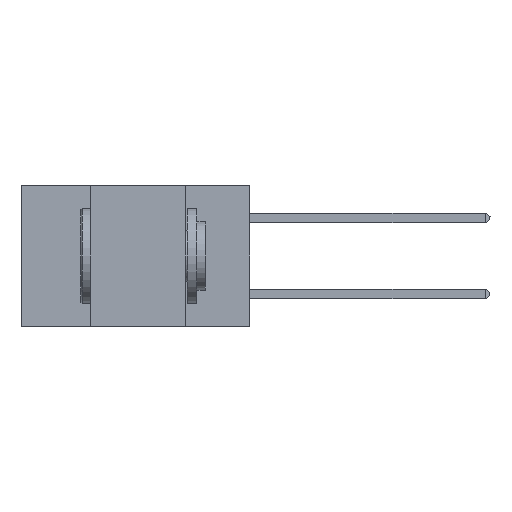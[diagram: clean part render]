
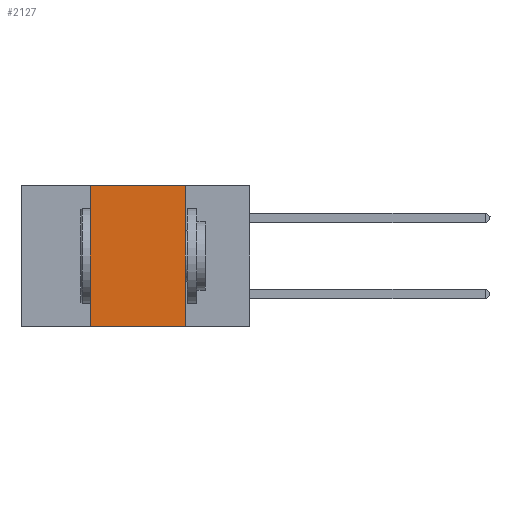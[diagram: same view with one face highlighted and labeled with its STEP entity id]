
A CAD part, left-side view. The second image highlights one B-rep face of the part: STEP entity #2127.
In plain terms, the highlighted planar face has unit normal (-1, 0, 0).
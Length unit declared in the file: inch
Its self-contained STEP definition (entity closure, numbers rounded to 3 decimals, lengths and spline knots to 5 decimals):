
#422 = LINE ( 'NONE', #12582, #8609 ) ;
#991 = EDGE_CURVE ( 'NONE', #2568, #15017, #6296, .T. ) ;
#1267 = CARTESIAN_POINT ( 'NONE',  ( 0., 0.42, -0.37 ) ) ;
#1440 = CARTESIAN_POINT ( 'NONE',  ( 0., 0.6, 0. ) ) ;
#2127 = ADVANCED_FACE ( 'NONE', ( #11243 ), #7934, .F. ) ;
#2295 = DIRECTION ( 'NONE',  ( 0., -1., 0. ) ) ;
#2568 = VERTEX_POINT ( 'NONE', #1267 ) ;
#3145 = EDGE_CURVE ( 'NONE', #16571, #7888, #6929, .T. ) ;
#4081 = CARTESIAN_POINT ( 'NONE',  ( 0., 0.42, 0. ) ) ;
#5810 = DIRECTION ( 'NONE',  ( 0., 0., 1. ) ) ;
#6076 = CARTESIAN_POINT ( 'NONE',  ( 0., 0.17, 0. ) ) ;
#6296 = LINE ( 'NONE', #4081, #14331 ) ;
#6929 = LINE ( 'NONE', #6076, #17258 ) ;
#6946 = DIRECTION ( 'NONE',  ( 0., 0., -1. ) ) ;
#7888 = VERTEX_POINT ( 'NONE', #12965 ) ;
#7934 = PLANE ( 'NONE',  #8179 ) ;
#8046 = LINE ( 'NONE', #1440, #15494 ) ;
#8179 = AXIS2_PLACEMENT_3D ( 'NONE', #16663, #17207, #16739 ) ;
#8609 = VECTOR ( 'NONE', #2295, 39.37008 ) ;
#9626 = ORIENTED_EDGE ( 'NONE', *, *, #3145, .F. ) ;
#9634 = EDGE_CURVE ( 'NONE', #2568, #7888, #422, .T. ) ;
#10043 = ORIENTED_EDGE ( 'NONE', *, *, #991, .F. ) ;
#10389 = CARTESIAN_POINT ( 'NONE',  ( 0., 0.42, 0. ) ) ;
#11243 = FACE_OUTER_BOUND ( 'NONE', #11331, .T. ) ;
#11331 = EDGE_LOOP ( 'NONE', ( #9626, #17028, #10043, #11706 ) ) ;
#11706 = ORIENTED_EDGE ( 'NONE', *, *, #9634, .T. ) ;
#12287 = EDGE_CURVE ( 'NONE', #15017, #16571, #8046, .T. ) ;
#12582 = CARTESIAN_POINT ( 'NONE',  ( 0., 0.6, -0.37 ) ) ;
#12600 = CARTESIAN_POINT ( 'NONE',  ( 0., 0.17, 0. ) ) ;
#12965 = CARTESIAN_POINT ( 'NONE',  ( 0., 0.17, -0.37 ) ) ;
#13258 = DIRECTION ( 'NONE',  ( 0., -1., 0. ) ) ;
#14331 = VECTOR ( 'NONE', #5810, 39.37008 ) ;
#15017 = VERTEX_POINT ( 'NONE', #10389 ) ;
#15494 = VECTOR ( 'NONE', #13258, 39.37008 ) ;
#16571 = VERTEX_POINT ( 'NONE', #12600 ) ;
#16663 = CARTESIAN_POINT ( 'NONE',  ( 0., 0.6, 0. ) ) ;
#16739 = DIRECTION ( 'NONE',  ( 0., 0., -1. ) ) ;
#17028 = ORIENTED_EDGE ( 'NONE', *, *, #12287, .F. ) ;
#17207 = DIRECTION ( 'NONE',  ( 1., 0., 0. ) ) ;
#17258 = VECTOR ( 'NONE', #6946, 39.37008 ) ;
